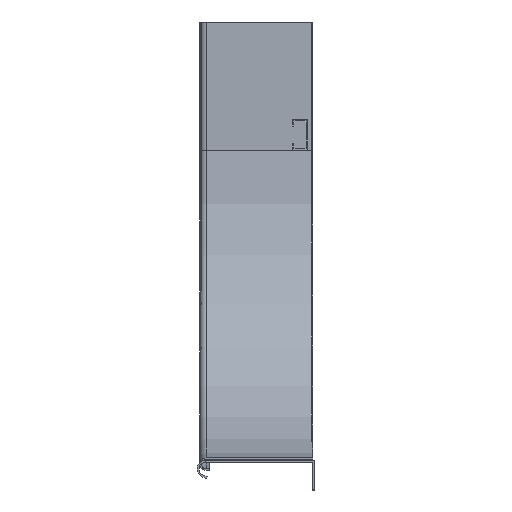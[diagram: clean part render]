
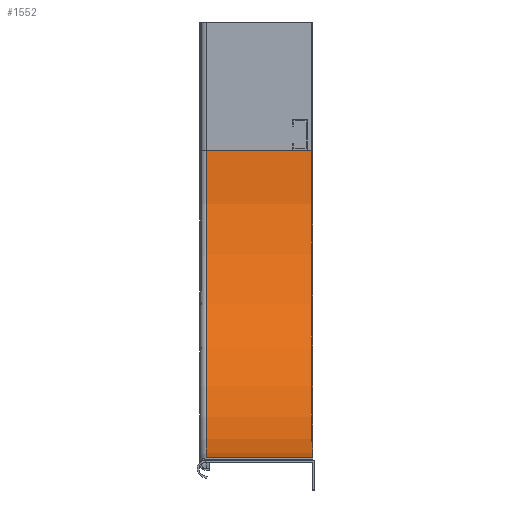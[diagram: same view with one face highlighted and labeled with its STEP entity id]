
A CAD part, left-side view. The second image highlights one B-rep face of the part: STEP entity #1552.
In plain terms, the highlighted cylindrical face has radius 300 mm (diameter 600 mm), a partial arc.
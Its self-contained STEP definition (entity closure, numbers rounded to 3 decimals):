
#11 = VECTOR ( 'NONE', #9329, 1000. ) ;
#185 = LINE ( 'NONE', #2698, #11 ) ;
#915 = AXIS2_PLACEMENT_3D ( 'NONE', #7777, #8841, #8894 ) ;
#1182 = DIRECTION ( 'NONE',  ( 0., 0., -1. ) ) ;
#1384 = EDGE_CURVE ( 'NONE', #7672, #1793, #9351, .T. ) ;
#1552 = ADVANCED_FACE ( 'NONE', ( #8727 ), #8415, .F. ) ;
#1793 = VERTEX_POINT ( 'NONE', #3563 ) ;
#2245 = CIRCLE ( 'NONE', #13275, 300. ) ;
#2500 = LINE ( 'NONE', #4417, #2585 ) ;
#2585 = VECTOR ( 'NONE', #12226, 1000. ) ;
#2698 = CARTESIAN_POINT ( 'NONE',  ( 0., 2.5, -125. ) ) ;
#3002 = CARTESIAN_POINT ( 'NONE',  ( 0., 0., -125. ) ) ;
#3317 = EDGE_CURVE ( 'NONE', #10026, #7672, #185, .T. ) ;
#3563 = CARTESIAN_POINT ( 'NONE',  ( 300., 104., -425. ) ) ;
#3935 = CARTESIAN_POINT ( 'NONE',  ( 0., 104., -125. ) ) ;
#4395 = ORIENTED_EDGE ( 'NONE', *, *, #8931, .T. ) ;
#4417 = CARTESIAN_POINT ( 'NONE',  ( 300., 2.5, -425. ) ) ;
#4466 = CARTESIAN_POINT ( 'NONE',  ( 300., 0., -125. ) ) ;
#4758 = ORIENTED_EDGE ( 'NONE', *, *, #9050, .T. ) ;
#5743 = CARTESIAN_POINT ( 'NONE',  ( 300., 0., -125. ) ) ;
#6812 = DIRECTION ( 'NONE',  ( 1., 0., 0. ) ) ;
#7166 = ORIENTED_EDGE ( 'NONE', *, *, #3317, .F. ) ;
#7672 = VERTEX_POINT ( 'NONE', #3935 ) ;
#7777 = CARTESIAN_POINT ( 'NONE',  ( 300., 104., -125. ) ) ;
#8415 = CYLINDRICAL_SURFACE ( 'NONE', #10534, 300. ) ;
#8727 = FACE_OUTER_BOUND ( 'NONE', #9678, .T. ) ;
#8841 = DIRECTION ( 'NONE',  ( 0., -1., 0. ) ) ;
#8894 = DIRECTION ( 'NONE',  ( 0., 0., -1. ) ) ;
#8931 = EDGE_CURVE ( 'NONE', #12604, #1793, #2500, .T. ) ;
#9050 = EDGE_CURVE ( 'NONE', #10026, #12604, #2245, .T. ) ;
#9329 = DIRECTION ( 'NONE',  ( 0., 1., 0. ) ) ;
#9351 = CIRCLE ( 'NONE', #915, 300. ) ;
#9678 = EDGE_LOOP ( 'NONE', ( #7166, #4758, #4395, #10514 ) ) ;
#10026 = VERTEX_POINT ( 'NONE', #3002 ) ;
#10514 = ORIENTED_EDGE ( 'NONE', *, *, #1384, .F. ) ;
#10534 = AXIS2_PLACEMENT_3D ( 'NONE', #4466, #12274, #1182 ) ;
#12226 = DIRECTION ( 'NONE',  ( 0., 1., 0. ) ) ;
#12274 = DIRECTION ( 'NONE',  ( 0., -1., 0. ) ) ;
#12604 = VERTEX_POINT ( 'NONE', #13267 ) ;
#13267 = CARTESIAN_POINT ( 'NONE',  ( 300., 0., -425. ) ) ;
#13275 = AXIS2_PLACEMENT_3D ( 'NONE', #5743, #13613, #6812 ) ;
#13613 = DIRECTION ( 'NONE',  ( 0., -1., 0. ) ) ;
